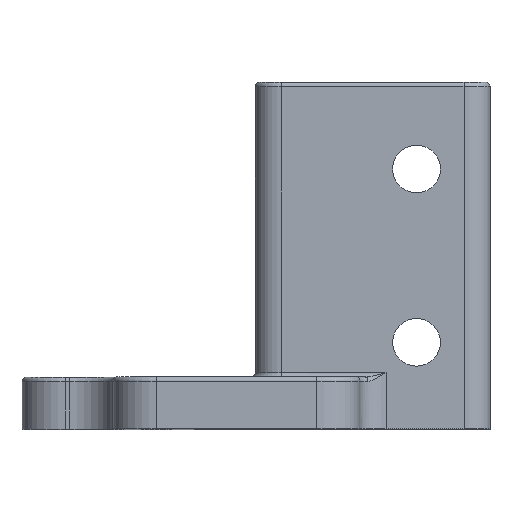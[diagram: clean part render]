
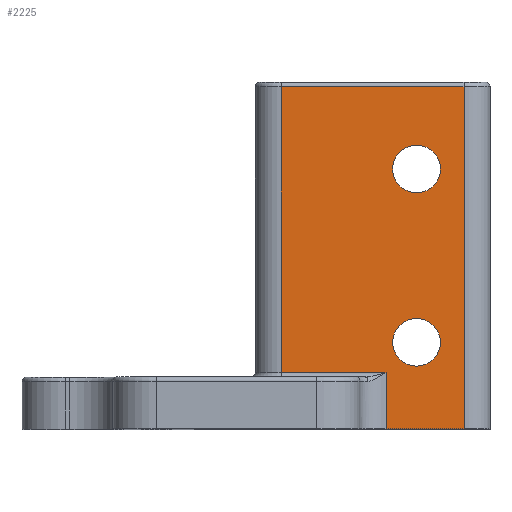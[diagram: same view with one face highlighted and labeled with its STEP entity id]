
A CAD part, top view. The second image highlights one B-rep face of the part: STEP entity #2225.
In plain terms, the highlighted planar face has unit normal (0, 0, 1).
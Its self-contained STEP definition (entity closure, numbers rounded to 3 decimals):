
#71 = VECTOR ( 'NONE', #2038, 1000. ) ;
#92 = FACE_OUTER_BOUND ( 'NONE', #657, .T. ) ;
#147 = ORIENTED_EDGE ( 'NONE', *, *, #426, .T. ) ;
#152 = CARTESIAN_POINT ( 'NONE',  ( 45.524, 10., -17. ) ) ;
#153 = VECTOR ( 'NONE', #1118, 1000. ) ;
#154 = VERTEX_POINT ( 'NONE', #1702 ) ;
#163 = DIRECTION ( 'NONE',  ( 0., 0., 1. ) ) ;
#185 = CIRCLE ( 'NONE', #494, 2.75 ) ;
#190 = LINE ( 'NONE', #1498, #2252 ) ;
#271 = ORIENTED_EDGE ( 'NONE', *, *, #1942, .F. ) ;
#273 = VECTOR ( 'NONE', #878, 1000. ) ;
#289 = PLANE ( 'NONE',  #2170 ) ;
#299 = CARTESIAN_POINT ( 'NONE',  ( 45.524, 10., -17. ) ) ;
#310 = VERTEX_POINT ( 'NONE', #1223 ) ;
#337 = DIRECTION ( 'NONE',  ( 0., 0., 1. ) ) ;
#372 = CARTESIAN_POINT ( 'NONE',  ( 51., 40., -17. ) ) ;
#383 = DIRECTION ( 'NONE',  ( 1., 0., 0. ) ) ;
#426 = EDGE_CURVE ( 'NONE', #1154, #1774, #2242, .T. ) ;
#432 = DIRECTION ( 'NONE',  ( 0., 0., 1. ) ) ;
#494 = AXIS2_PLACEMENT_3D ( 'NONE', #152, #714, #529 ) ;
#529 = DIRECTION ( 'NONE',  ( 1., 0., 0. ) ) ;
#556 = EDGE_CURVE ( 'NONE', #154, #2317, #983, .T. ) ;
#558 = DIRECTION ( 'NONE',  ( 0., -1., 0. ) ) ;
#594 = CARTESIAN_POINT ( 'NONE',  ( 54., 0., -17. ) ) ;
#628 = CARTESIAN_POINT ( 'NONE',  ( 42.774, 10., -17. ) ) ;
#657 = EDGE_LOOP ( 'NONE', ( #658, #147, #1004, #2203, #1650, #2236 ) ) ;
#658 = ORIENTED_EDGE ( 'NONE', *, *, #2034, .T. ) ;
#674 = EDGE_CURVE ( 'NONE', #310, #726, #743, .T. ) ;
#685 = VECTOR ( 'NONE', #725, 1000. ) ;
#697 = AXIS2_PLACEMENT_3D ( 'NONE', #2046, #163, #1117 ) ;
#714 = DIRECTION ( 'NONE',  ( 0., 0., 1. ) ) ;
#725 = DIRECTION ( 'NONE',  ( 0., 1., 0. ) ) ;
#726 = VERTEX_POINT ( 'NONE', #1832 ) ;
#743 = CIRCLE ( 'NONE', #697, 2.75 ) ;
#744 = CIRCLE ( 'NONE', #1216, 2.75 ) ;
#805 = CARTESIAN_POINT ( 'NONE',  ( 42., 6.5, -17. ) ) ;
#823 = FACE_BOUND ( 'NONE', #1339, .T. ) ;
#840 = EDGE_CURVE ( 'NONE', #726, #310, #744, .T. ) ;
#878 = DIRECTION ( 'NONE',  ( 0., -1., 0. ) ) ;
#893 = CARTESIAN_POINT ( 'NONE',  ( 51., 0., -17. ) ) ;
#983 = LINE ( 'NONE', #594, #1988 ) ;
#1000 = EDGE_CURVE ( 'NONE', #2011, #2285, #1688, .T. ) ;
#1004 = ORIENTED_EDGE ( 'NONE', *, *, #1495, .T. ) ;
#1030 = ORIENTED_EDGE ( 'NONE', *, *, #674, .F. ) ;
#1041 = CARTESIAN_POINT ( 'NONE',  ( 54., 40., -17. ) ) ;
#1066 = DIRECTION ( 'NONE',  ( 1., 0., 0. ) ) ;
#1117 = DIRECTION ( 'NONE',  ( 1., 0., 0. ) ) ;
#1118 = DIRECTION ( 'NONE',  ( 1., 0., 0. ) ) ;
#1119 = LINE ( 'NONE', #2217, #71 ) ;
#1140 = CARTESIAN_POINT ( 'NONE',  ( 29.921, 6.5, -17. ) ) ;
#1154 = VERTEX_POINT ( 'NONE', #1140 ) ;
#1191 = ORIENTED_EDGE ( 'NONE', *, *, #1000, .F. ) ;
#1216 = AXIS2_PLACEMENT_3D ( 'NONE', #1891, #432, #1697 ) ;
#1223 = CARTESIAN_POINT ( 'NONE',  ( 48.274, 30., -17. ) ) ;
#1250 = CARTESIAN_POINT ( 'NONE',  ( 48.274, 10., -17. ) ) ;
#1270 = CARTESIAN_POINT ( 'NONE',  ( 42., 0., -17. ) ) ;
#1339 = EDGE_LOOP ( 'NONE', ( #271, #1191 ) ) ;
#1476 = CARTESIAN_POINT ( 'NONE',  ( 51., 39.5, -17. ) ) ;
#1488 = VERTEX_POINT ( 'NONE', #2025 ) ;
#1495 = EDGE_CURVE ( 'NONE', #1774, #154, #1634, .T. ) ;
#1498 = CARTESIAN_POINT ( 'NONE',  ( 29.921, 40., -17. ) ) ;
#1574 = VERTEX_POINT ( 'NONE', #1476 ) ;
#1591 = FACE_BOUND ( 'NONE', #1841, .T. ) ;
#1634 = LINE ( 'NONE', #1270, #273 ) ;
#1650 = ORIENTED_EDGE ( 'NONE', *, *, #1975, .T. ) ;
#1688 = CIRCLE ( 'NONE', #2071, 2.75 ) ;
#1697 = DIRECTION ( 'NONE',  ( 1., 0., 0. ) ) ;
#1702 = CARTESIAN_POINT ( 'NONE',  ( 42., 0., -17. ) ) ;
#1774 = VERTEX_POINT ( 'NONE', #805 ) ;
#1785 = DIRECTION ( 'NONE',  ( -1., 0., 0. ) ) ;
#1832 = CARTESIAN_POINT ( 'NONE',  ( 42.774, 30., -17. ) ) ;
#1841 = EDGE_LOOP ( 'NONE', ( #1030, #2005 ) ) ;
#1872 = LINE ( 'NONE', #372, #685 ) ;
#1891 = CARTESIAN_POINT ( 'NONE',  ( 45.524, 30., -17. ) ) ;
#1942 = EDGE_CURVE ( 'NONE', #2285, #2011, #185, .T. ) ;
#1975 = EDGE_CURVE ( 'NONE', #2317, #1574, #1872, .T. ) ;
#1988 = VECTOR ( 'NONE', #383, 1000. ) ;
#2005 = ORIENTED_EDGE ( 'NONE', *, *, #840, .F. ) ;
#2011 = VERTEX_POINT ( 'NONE', #628 ) ;
#2025 = CARTESIAN_POINT ( 'NONE',  ( 29.921, 39.5, -17. ) ) ;
#2034 = EDGE_CURVE ( 'NONE', #1488, #1154, #190, .T. ) ;
#2038 = DIRECTION ( 'NONE',  ( -1., 0., 0. ) ) ;
#2046 = CARTESIAN_POINT ( 'NONE',  ( 45.524, 30., -17. ) ) ;
#2047 = CARTESIAN_POINT ( 'NONE',  ( 42., 6.5, -17. ) ) ;
#2071 = AXIS2_PLACEMENT_3D ( 'NONE', #299, #337, #1066 ) ;
#2104 = EDGE_CURVE ( 'NONE', #1574, #1488, #1119, .T. ) ;
#2161 = DIRECTION ( 'NONE',  ( 0., 0., -1. ) ) ;
#2170 = AXIS2_PLACEMENT_3D ( 'NONE', #1041, #2161, #1785 ) ;
#2203 = ORIENTED_EDGE ( 'NONE', *, *, #556, .T. ) ;
#2217 = CARTESIAN_POINT ( 'NONE',  ( 54., 39.5, -17. ) ) ;
#2225 = ADVANCED_FACE ( 'NONE', ( #1591, #823, #92 ), #289, .F. ) ;
#2236 = ORIENTED_EDGE ( 'NONE', *, *, #2104, .T. ) ;
#2242 = LINE ( 'NONE', #2047, #153 ) ;
#2252 = VECTOR ( 'NONE', #558, 1000. ) ;
#2285 = VERTEX_POINT ( 'NONE', #1250 ) ;
#2317 = VERTEX_POINT ( 'NONE', #893 ) ;
